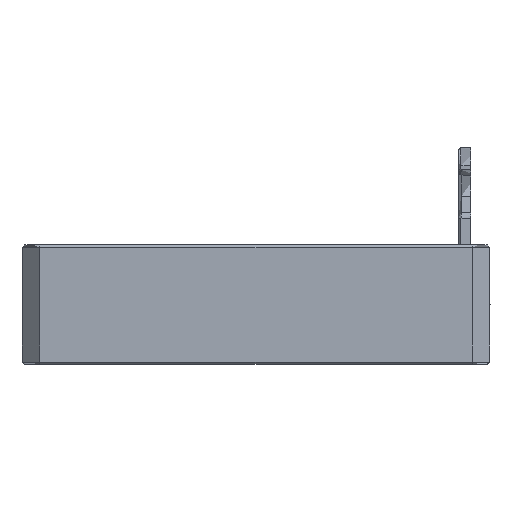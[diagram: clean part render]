
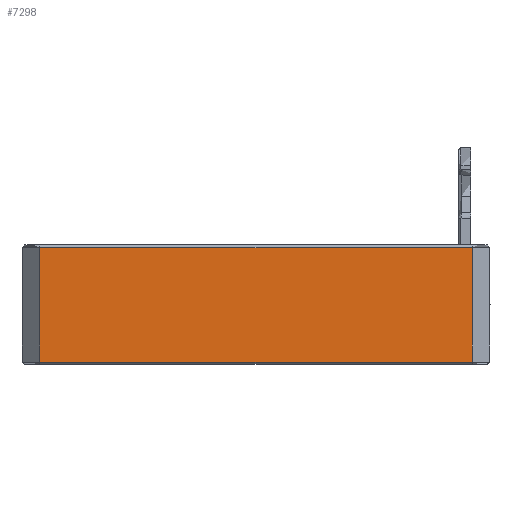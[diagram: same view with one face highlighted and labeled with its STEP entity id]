
A CAD part, left-side view. The second image highlights one B-rep face of the part: STEP entity #7298.
In plain terms, the highlighted planar face has unit normal (-1, 0, 0).
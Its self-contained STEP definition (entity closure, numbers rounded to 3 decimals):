
#366=FACE_OUTER_BOUND('',#777,.T.);
#777=EDGE_LOOP('',(#5592,#5593,#5594,#5595));
#1419=LINE('',#10875,#2400);
#1424=LINE('',#10882,#2405);
#1630=LINE('',#11292,#2611);
#1631=LINE('',#11293,#2612);
#2400=VECTOR('',#8677,10.);
#2405=VECTOR('',#8686,10.);
#2611=VECTOR('',#9096,10.);
#2612=VECTOR('',#9097,10.);
#3282=VERTEX_POINT('',#10704);
#3294=VERTEX_POINT('',#10770);
#3298=VERTEX_POINT('',#10790);
#3310=VERTEX_POINT('',#10856);
#4041=EDGE_CURVE('',#3298,#3282,#1419,.T.);
#4046=EDGE_CURVE('',#3294,#3310,#1424,.T.);
#4252=EDGE_CURVE('',#3298,#3310,#1630,.T.);
#4253=EDGE_CURVE('',#3294,#3282,#1631,.T.);
#5592=ORIENTED_EDGE('',*,*,#4046,.T.);
#5593=ORIENTED_EDGE('',*,*,#4252,.F.);
#5594=ORIENTED_EDGE('',*,*,#4041,.T.);
#5595=ORIENTED_EDGE('',*,*,#4253,.F.);
#6905=PLANE('',#7732);
#7298=ADVANCED_FACE('',(#366),#6905,.F.);
#7732=AXIS2_PLACEMENT_3D('',#11291,#9094,#9095);
#8677=DIRECTION('',(0.,0.,-1.));
#8686=DIRECTION('',(0.,0.,1.));
#9094=DIRECTION('center_axis',(1.,0.,0.));
#9095=DIRECTION('ref_axis',(0.,0.,-1.));
#9096=DIRECTION('',(0.,-1.,0.));
#9097=DIRECTION('',(0.,1.,0.));
#10704=CARTESIAN_POINT('',(0.,75.1,0.4));
#10770=CARTESIAN_POINT('',(0.,3.,0.4));
#10790=CARTESIAN_POINT('',(0.,75.1,19.5));
#10856=CARTESIAN_POINT('',(0.,3.,19.5));
#10875=CARTESIAN_POINT('',(0.,75.1,9.95));
#10882=CARTESIAN_POINT('',(0.,3.,9.95));
#11291=CARTESIAN_POINT('Origin',(0.,39.05,9.95));
#11292=CARTESIAN_POINT('',(0.,39.05,19.5));
#11293=CARTESIAN_POINT('',(0.,39.05,0.4));
